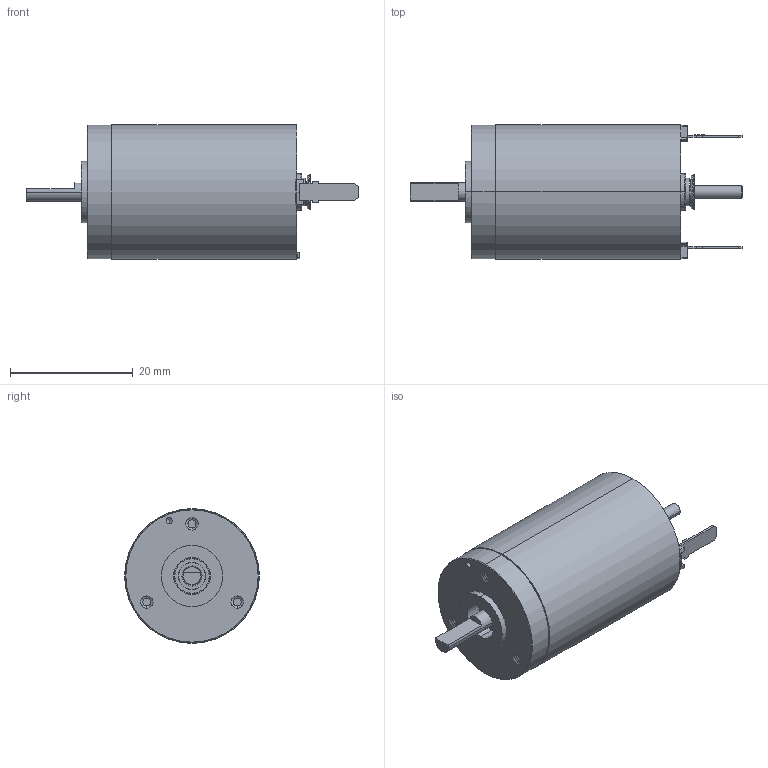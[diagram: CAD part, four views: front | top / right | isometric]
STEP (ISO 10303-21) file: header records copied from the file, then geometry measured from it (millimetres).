
FILE_DESCRIPTION(('STEP AP214'),'1');
FILE_NAME('cctmp_4AB7EC33-D887-4D28-AA5C-3F4D6A30F25D_2021_3_13_8_42_0_844..stp','2021-03-13T07:42:01',('maxon motor ag'),('CADClick - www.CADClick.com'),'Spatial InterOp 3D',' ','unknown authorization');
FILE_SCHEMA(('AUTOMOTIVE_DESIGN'));
Length unit declared in the file: millimetre
Products named in the file (6): 0
Assembly tree (5 placements, depth 2):
  (unnamed)
    0
    0
    0
    0
    0
Bounding box: 54.2 x 22 x 22 mm (x, y, z)
Volume: 5776.2 mm3; surface area: 7521.4 mm2
Topology: 9 solids, 10 shells, 1012 faces, 2653 edges, 1715 vertices
Faces by surface type: plane 569, cylinder 284, cone 72, torus 52, bspline 27, sphere 8
Entity records: 40251 total; most frequent: CARTESIAN_POINT 6475, DIRECTION 5355, ORIENTED_EDGE 5292, EDGE_CURVE 2646, LINE 1831, VECTOR 1831, AXIS2_PLACEMENT_3D 1762, VERTEX_POINT 1715
